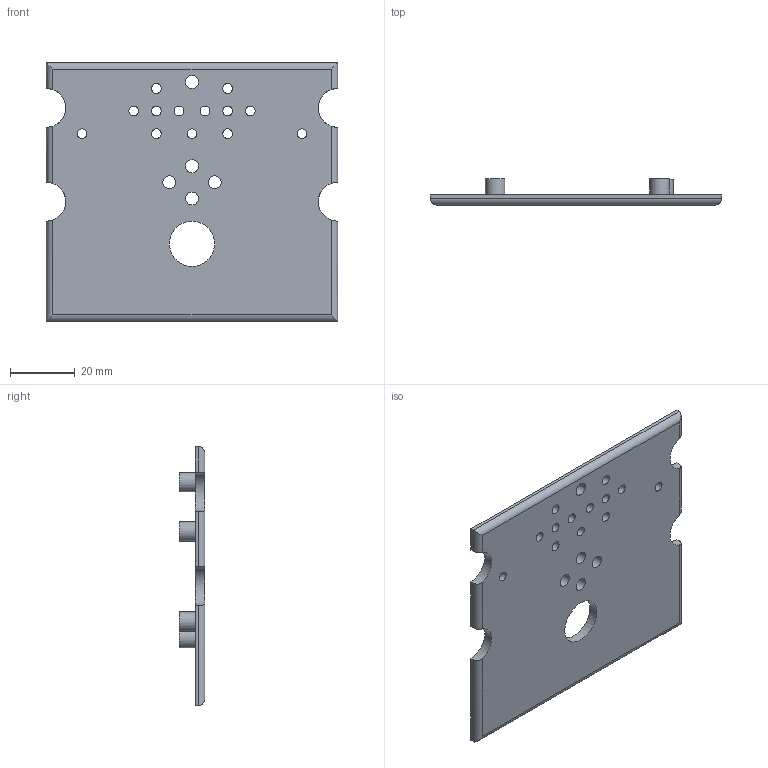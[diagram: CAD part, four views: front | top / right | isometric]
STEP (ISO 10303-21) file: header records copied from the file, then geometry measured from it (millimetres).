
FILE_DESCRIPTION(/* description */ (''),/* implementation_level */ '2;1');
FILE_NAME(/* name */ '4DuinoPlate.step',/* time_stamp */ '2023-07-15T18:03:32+01:00',/* author */ (''),/* organization */ (''),/* preprocessor_version */ 'ST-DEVELOPER v19.2',/* originating_system */ 'Autodesk Translation Framework v12.6.0.85',/* authorisation */ '');
FILE_SCHEMA (('AUTOMOTIVE_DESIGN { 1 0 10303 214 3 1 1 }'));
Length unit declared in the file: millimetre
Products named in the file (1): 4DuinoPlate
Bounding box: 90 x 8 x 80 mm (x, y, z)
Volume: 20207.6 mm3; surface area: 15400 mm2
Topology: 1 solids, 1 shells, 57 faces, 145 edges, 94 vertices
Faces by surface type: cylinder 39, plane 14, cone 4
Full cylindrical faces by diameter (mm): 2.529 x4, 3 x13, 4 x5, 6 x4, 14 x1
Entity records: 1893 total; most frequent: CARTESIAN_POINT 365, DIRECTION 315, ORIENTED_EDGE 282, EDGE_CURVE 141, AXIS2_PLACEMENT_3D 124, EDGE_LOOP 103, VERTEX_POINT 94, LINE 67
